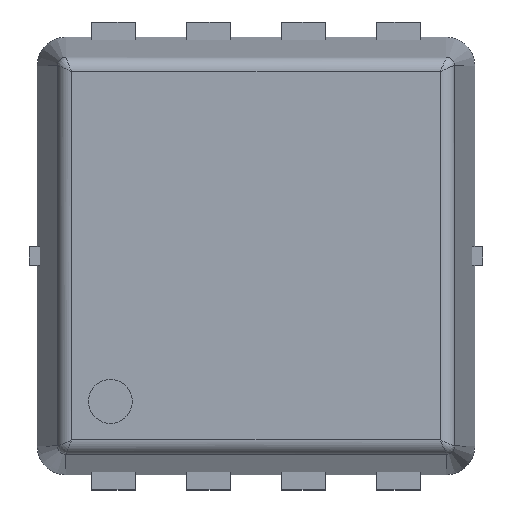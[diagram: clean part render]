
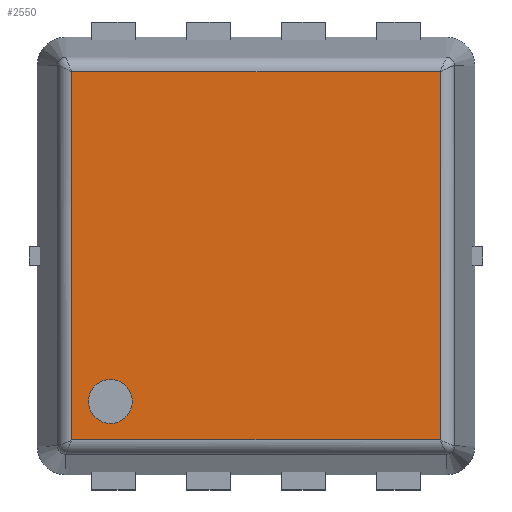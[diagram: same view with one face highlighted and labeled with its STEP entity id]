
A CAD part, top view. The second image highlights one B-rep face of the part: STEP entity #2550.
In plain terms, the highlighted planar face has unit normal (0, 0, 1).
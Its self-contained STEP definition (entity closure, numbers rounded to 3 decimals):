
#127 = DIRECTION ( 'NONE',  ( 1., 0., 0. ) ) ;
#157 = CARTESIAN_POINT ( 'NONE',  ( -1.3, 1.259, 0.9 ) ) ;
#300 = LINE ( 'NONE', #757, #3047 ) ;
#541 = LINE ( 'NONE', #2295, #2479 ) ;
#689 = CIRCLE ( 'NONE', #5174, 0.15 ) ;
#696 = LINE ( 'NONE', #157, #3284 ) ;
#757 = CARTESIAN_POINT ( 'NONE',  ( 1.259, 1.3, 0.9 ) ) ;
#763 = CARTESIAN_POINT ( 'NONE',  ( -0.846, -0.996, 0.9 ) ) ;
#776 = EDGE_CURVE ( 'NONE', #4719, #1818, #689, .T. ) ;
#801 = ORIENTED_EDGE ( 'NONE', *, *, #5540, .T. ) ;
#1360 = EDGE_LOOP ( 'NONE', ( #3417, #801, #2480, #3839 ) ) ;
#1372 = DIRECTION ( 'NONE',  ( 1., 0., 0. ) ) ;
#1458 = DIRECTION ( 'NONE',  ( 0., 0., 1. ) ) ;
#1552 = VERTEX_POINT ( 'NONE', #2217 ) ;
#1759 = VERTEX_POINT ( 'NONE', #4157 ) ;
#1818 = VERTEX_POINT ( 'NONE', #763 ) ;
#1900 = CIRCLE ( 'NONE', #4089, 0.15 ) ;
#2217 = CARTESIAN_POINT ( 'NONE',  ( 1.259, -1.259, 0.9 ) ) ;
#2295 = CARTESIAN_POINT ( 'NONE',  ( 1.3, -1.259, 0.9 ) ) ;
#2309 = DIRECTION ( 'NONE',  ( 0., 0., 1. ) ) ;
#2346 = CARTESIAN_POINT ( 'NONE',  ( -1.146, -0.996, 0.9 ) ) ;
#2437 = DIRECTION ( 'NONE',  ( 1., 0., 0. ) ) ;
#2479 = VECTOR ( 'NONE', #3581, 1000. ) ;
#2480 = ORIENTED_EDGE ( 'NONE', *, *, #4259, .T. ) ;
#2523 = DIRECTION ( 'NONE',  ( 0., 1., 0. ) ) ;
#2550 = ADVANCED_FACE ( 'NONE', ( #2977, #4724 ), #2561, .T. ) ;
#2561 = PLANE ( 'NONE',  #4553 ) ;
#2885 = VERTEX_POINT ( 'NONE', #4746 ) ;
#2967 = ORIENTED_EDGE ( 'NONE', *, *, #3034, .F. ) ;
#2977 = FACE_OUTER_BOUND ( 'NONE', #1360, .T. ) ;
#3034 = EDGE_CURVE ( 'NONE', #1818, #4719, #1900, .T. ) ;
#3047 = VECTOR ( 'NONE', #2523, 1000. ) ;
#3284 = VECTOR ( 'NONE', #3683, 1000. ) ;
#3404 = CARTESIAN_POINT ( 'NONE',  ( -0.996, -0.996, 0.9 ) ) ;
#3417 = ORIENTED_EDGE ( 'NONE', *, *, #3873, .T. ) ;
#3566 = CARTESIAN_POINT ( 'NONE',  ( -0.996, -0.996, 0.9 ) ) ;
#3581 = DIRECTION ( 'NONE',  ( 1., 0., 0. ) ) ;
#3683 = DIRECTION ( 'NONE',  ( -1., 0., 0. ) ) ;
#3839 = ORIENTED_EDGE ( 'NONE', *, *, #5550, .T. ) ;
#3873 = EDGE_CURVE ( 'NONE', #2885, #1759, #696, .T. ) ;
#4039 = CARTESIAN_POINT ( 'NONE',  ( -1.259, -1.259, 0.9 ) ) ;
#4089 = AXIS2_PLACEMENT_3D ( 'NONE', #3566, #2309, #127 ) ;
#4157 = CARTESIAN_POINT ( 'NONE',  ( -1.259, 1.259, 0.9 ) ) ;
#4259 = EDGE_CURVE ( 'NONE', #4278, #1552, #541, .T. ) ;
#4264 = DIRECTION ( 'NONE',  ( 0., 0., 1. ) ) ;
#4278 = VERTEX_POINT ( 'NONE', #4039 ) ;
#4349 = EDGE_LOOP ( 'NONE', ( #2967, #5162 ) ) ;
#4553 = AXIS2_PLACEMENT_3D ( 'NONE', #5322, #1458, #1372 ) ;
#4665 = CARTESIAN_POINT ( 'NONE',  ( -1.259, -1.3, 0.9 ) ) ;
#4719 = VERTEX_POINT ( 'NONE', #2346 ) ;
#4724 = FACE_BOUND ( 'NONE', #4349, .T. ) ;
#4746 = CARTESIAN_POINT ( 'NONE',  ( 1.259, 1.259, 0.9 ) ) ;
#5145 = LINE ( 'NONE', #4665, #5614 ) ;
#5162 = ORIENTED_EDGE ( 'NONE', *, *, #776, .F. ) ;
#5174 = AXIS2_PLACEMENT_3D ( 'NONE', #3404, #4264, #2437 ) ;
#5322 = CARTESIAN_POINT ( 'NONE',  ( -1.3, -1.3, 0.9 ) ) ;
#5493 = DIRECTION ( 'NONE',  ( 0., -1., 0. ) ) ;
#5540 = EDGE_CURVE ( 'NONE', #1759, #4278, #5145, .T. ) ;
#5550 = EDGE_CURVE ( 'NONE', #1552, #2885, #300, .T. ) ;
#5614 = VECTOR ( 'NONE', #5493, 1000. ) ;
